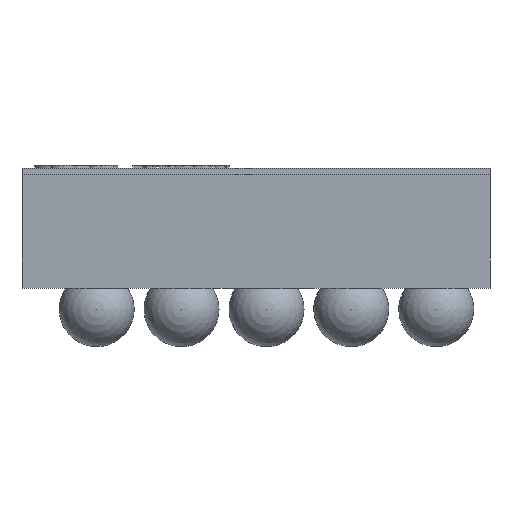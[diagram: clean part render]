
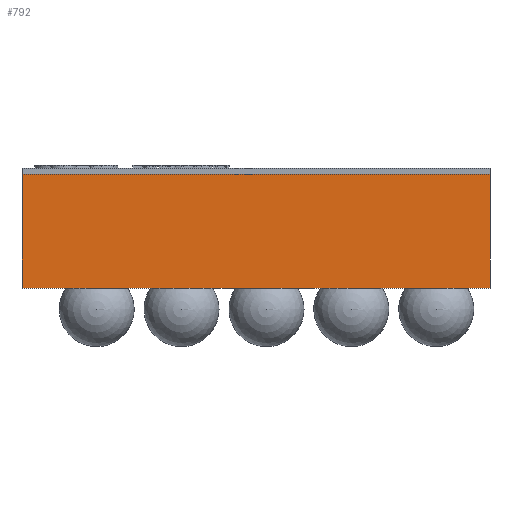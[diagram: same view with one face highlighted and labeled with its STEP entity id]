
A CAD part, front view. The second image highlights one B-rep face of the part: STEP entity #792.
In plain terms, the highlighted planar face has unit normal (0, -1, 0).
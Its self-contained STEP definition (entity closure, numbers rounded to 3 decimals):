
#312 = VERTEX_POINT('',#313);
#313 = CARTESIAN_POINT('',(0.78,-0.781,0.195)
  );
#319 = EDGE_CURVE('',#312,#320,#322,.T.);
#320 = VERTEX_POINT('',#321);
#321 = CARTESIAN_POINT('',(-0.78,-0.781,0.195
    ));
#322 = LINE('',#323,#324);
#323 = CARTESIAN_POINT('',(0.78,-0.781,0.195)
  );
#324 = VECTOR('',#325,1.);
#325 = DIRECTION('',(-1.,0.,0.));
#773 = VERTEX_POINT('',#774);
#774 = CARTESIAN_POINT('',(0.78,-0.781,0.575)
  );
#780 = EDGE_CURVE('',#312,#773,#781,.T.);
#781 = LINE('',#782,#783);
#782 = CARTESIAN_POINT('',(0.78,-0.781,0.195)
  );
#783 = VECTOR('',#784,1.);
#784 = DIRECTION('',(0.,0.,1.));
#792 = ADVANCED_FACE('',(#793),#811,.F.);
#793 = FACE_BOUND('',#794,.T.);
#794 = EDGE_LOOP('',(#795,#803,#809,#810));
#795 = ORIENTED_EDGE('',*,*,#796,.T.);
#796 = EDGE_CURVE('',#773,#797,#799,.T.);
#797 = VERTEX_POINT('',#798);
#798 = CARTESIAN_POINT('',(-0.78,-0.781,0.575)
  );
#799 = LINE('',#800,#801);
#800 = CARTESIAN_POINT('',(0.78,-0.781,0.575)
  );
#801 = VECTOR('',#802,1.);
#802 = DIRECTION('',(-1.,0.,0.));
#803 = ORIENTED_EDGE('',*,*,#804,.F.);
#804 = EDGE_CURVE('',#320,#797,#805,.T.);
#805 = LINE('',#806,#807);
#806 = CARTESIAN_POINT('',(-0.78,-0.781,0.195
    ));
#807 = VECTOR('',#808,1.);
#808 = DIRECTION('',(0.,0.,1.));
#809 = ORIENTED_EDGE('',*,*,#319,.F.);
#810 = ORIENTED_EDGE('',*,*,#780,.T.);
#811 = PLANE('',#812);
#812 = AXIS2_PLACEMENT_3D('',#813,#814,#815);
#813 = CARTESIAN_POINT('',(0.78,-0.781,0.195)
  );
#814 = DIRECTION('',(0.,1.,0.));
#815 = DIRECTION('',(0.,-0.,1.));
